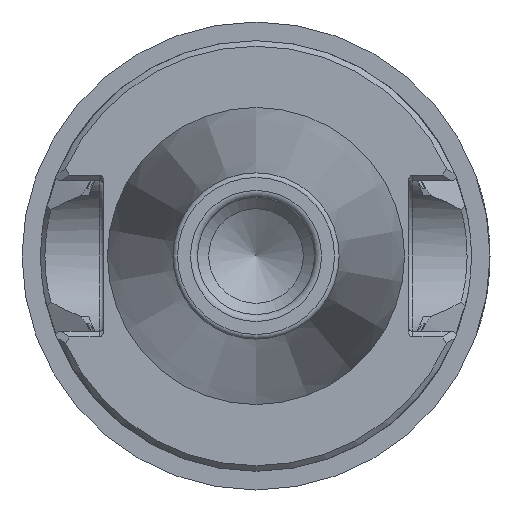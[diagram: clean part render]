
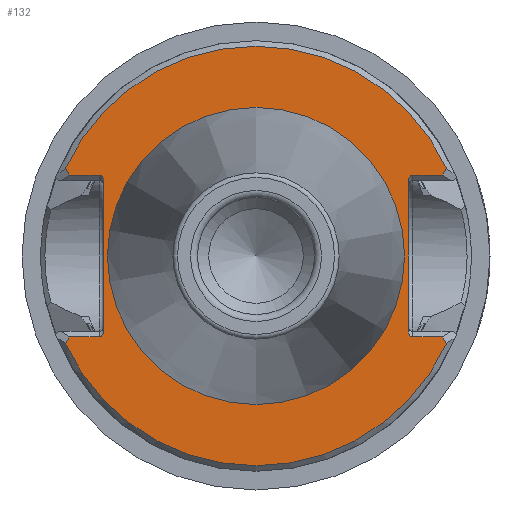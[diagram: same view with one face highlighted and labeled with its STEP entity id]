
A CAD part, left-side view. The second image highlights one B-rep face of the part: STEP entity #132.
In plain terms, the highlighted planar face has unit normal (-1, 0, 0).
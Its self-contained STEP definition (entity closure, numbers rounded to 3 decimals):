
#132 = ADVANCED_FACE( '', ( #329, #330 ), #331, .T. );
#329 = FACE_OUTER_BOUND( '', #618, .T. );
#330 = FACE_BOUND( '', #619, .T. );
#331 = PLANE( '', #620 );
#618 = EDGE_LOOP( '', ( #1005, #1006, #1007, #1008, #1009, #1010, #1011, #1012, #1013, #1014, #1015, #1016, #1017, #1018, #1019, #1020 ) );
#619 = EDGE_LOOP( '', ( #1021 ) );
#620 = AXIS2_PLACEMENT_3D( '', #1022, #1023, #1024 );
#1005 = ORIENTED_EDGE( '', *, *, #1688, .T. );
#1006 = ORIENTED_EDGE( '', *, *, #1689, .T. );
#1007 = ORIENTED_EDGE( '', *, *, #1690, .T. );
#1008 = ORIENTED_EDGE( '', *, *, #1691, .T. );
#1009 = ORIENTED_EDGE( '', *, *, #1692, .T. );
#1010 = ORIENTED_EDGE( '', *, *, #1693, .T. );
#1011 = ORIENTED_EDGE( '', *, *, #1685, .T. );
#1012 = ORIENTED_EDGE( '', *, *, #1694, .T. );
#1013 = ORIENTED_EDGE( '', *, *, #1695, .T. );
#1014 = ORIENTED_EDGE( '', *, *, #1696, .T. );
#1015 = ORIENTED_EDGE( '', *, *, #1647, .T. );
#1016 = ORIENTED_EDGE( '', *, *, #1697, .T. );
#1017 = ORIENTED_EDGE( '', *, *, #1673, .T. );
#1018 = ORIENTED_EDGE( '', *, *, #1627, .T. );
#1019 = ORIENTED_EDGE( '', *, *, #1698, .T. );
#1020 = ORIENTED_EDGE( '', *, *, #1699, .T. );
#1021 = ORIENTED_EDGE( '', *, *, #1700, .F. );
#1022 = CARTESIAN_POINT( '', ( 2., 0., 15.861 ) );
#1023 = DIRECTION( '', ( -1., 0., 0. ) );
#1024 = DIRECTION( '', ( 0., 0., 1. ) );
#1627 = EDGE_CURVE( '', #1917, #1918, #1919, .F. );
#1647 = EDGE_CURVE( '', #1953, #1954, #1955, .T. );
#1673 = EDGE_CURVE( '', #1999, #1917, #2000, .T. );
#1685 = EDGE_CURVE( '', #2020, #2018, #2021, .T. );
#1688 = EDGE_CURVE( '', #2024, #2025, #2026, .T. );
#1689 = EDGE_CURVE( '', #2025, #2027, #2028, .T. );
#1690 = EDGE_CURVE( '', #2027, #2029, #2030, .T. );
#1691 = EDGE_CURVE( '', #2029, #2031, #2032, .F. );
#1692 = EDGE_CURVE( '', #2031, #2033, #2034, .T. );
#1693 = EDGE_CURVE( '', #2033, #2020, #2035, .F. );
#1694 = EDGE_CURVE( '', #2018, #2036, #2037, .T. );
#1695 = EDGE_CURVE( '', #2036, #2038, #2039, .T. );
#1696 = EDGE_CURVE( '', #2038, #1953, #2040, .T. );
#1697 = EDGE_CURVE( '', #1954, #1999, #2041, .F. );
#1698 = EDGE_CURVE( '', #1918, #2042, #2043, .T. );
#1699 = EDGE_CURVE( '', #2042, #2024, #2044, .T. );
#1700 = EDGE_CURVE( '', #2045, #2045, #2046, .T. );
#1917 = VERTEX_POINT( '', #2411 );
#1918 = VERTEX_POINT( '', #2412 );
#1919 = ELLIPSE( '', #2413, 0.707, 0.5 );
#1953 = VERTEX_POINT( '', #2475 );
#1954 = VERTEX_POINT( '', #2476 );
#1955 = LINE( '', #2477, #2478 );
#1999 = VERTEX_POINT( '', #2555 );
#2000 = LINE( '', #2556, #2557 );
#2018 = VERTEX_POINT( '', #2590 );
#2020 = VERTEX_POINT( '', #2593 );
#2021 = LINE( '', #2594, #2595 );
#2024 = VERTEX_POINT( '', #2599 );
#2025 = VERTEX_POINT( '', #2600 );
#2026 = CIRCLE( '', #2601, 22.4 );
#2027 = VERTEX_POINT( '', #2602 );
#2028 = B_SPLINE_CURVE_WITH_KNOTS( '', 1, ( #2603, #2604 ), .UNSPECIFIED., .F., .F., ( 2, 2 ), ( 0.179, 1. ), .UNSPECIFIED. );
#2029 = VERTEX_POINT( '', #2605 );
#2030 = LINE( '', #2606, #2607 );
#2031 = VERTEX_POINT( '', #2608 );
#2032 = ELLIPSE( '', #2609, 0.707, 0.5 );
#2033 = VERTEX_POINT( '', #2610 );
#2034 = LINE( '', #2611, #2612 );
#2035 = ELLIPSE( '', #2613, 0.707, 0.5 );
#2036 = VERTEX_POINT( '', #2614 );
#2037 = B_SPLINE_CURVE_WITH_KNOTS( '', 1, ( #2615, #2616 ), .UNSPECIFIED., .F., .F., ( 2, 2 ), ( 0., 0.821 ), .UNSPECIFIED. );
#2038 = VERTEX_POINT( '', #2617 );
#2039 = CIRCLE( '', #2618, 22.4 );
#2040 = B_SPLINE_CURVE_WITH_KNOTS( '', 1, ( #2619, #2620 ), .UNSPECIFIED., .F., .F., ( 2, 2 ), ( 0.179, 1. ), .UNSPECIFIED. );
#2041 = ELLIPSE( '', #2621, 0.707, 0.5 );
#2042 = VERTEX_POINT( '', #2622 );
#2043 = LINE( '', #2623, #2624 );
#2044 = B_SPLINE_CURVE_WITH_KNOTS( '', 1, ( #2625, #2626 ), .UNSPECIFIED., .F., .F., ( 2, 2 ), ( 0., 0.821 ), .UNSPECIFIED. );
#2045 = VERTEX_POINT( '', #2627 );
#2046 = CIRCLE( '', #2628, 15.861 );
#2411 = CARTESIAN_POINT( '', ( 2., -16.25, 7.943 ) );
#2412 = CARTESIAN_POINT( '', ( 2., -16.75, 8.65 ) );
#2413 = AXIS2_PLACEMENT_3D( '', #3289, #3290, #3291 );
#2475 = CARTESIAN_POINT( '', ( 2., -19.923, -8.65 ) );
#2476 = CARTESIAN_POINT( '', ( 2., -16.75, -8.65 ) );
#2477 = CARTESIAN_POINT( '', ( 2., -16.25, -8.65 ) );
#2478 = VECTOR( '', #3308, 1000. );
#2555 = CARTESIAN_POINT( '', ( 2., -16.25, -7.943 ) );
#2556 = CARTESIAN_POINT( '', ( 2., -16.25, 15.861 ) );
#2557 = VECTOR( '', #3338, 1000. );
#2590 = CARTESIAN_POINT( '', ( 2., 19.923, -8.65 ) );
#2593 = CARTESIAN_POINT( '', ( 2., 16.75, -8.65 ) );
#2594 = CARTESIAN_POINT( '', ( 2., 21.064, -8.65 ) );
#2595 = VECTOR( '', #3352, 1000. );
#2599 = CARTESIAN_POINT( '', ( 2., -20.361, 9.337 ) );
#2600 = CARTESIAN_POINT( '', ( 2., 20.361, 9.337 ) );
#2601 = AXIS2_PLACEMENT_3D( '', #3354, #3355, #3356 );
#2602 = CARTESIAN_POINT( '', ( 2., 19.923, 8.65 ) );
#2603 = CARTESIAN_POINT( '', ( 2., 20.361, 9.337 ) );
#2604 = CARTESIAN_POINT( '', ( 2., 19.923, 8.65 ) );
#2605 = CARTESIAN_POINT( '', ( 2., 16.75, 8.65 ) );
#2606 = CARTESIAN_POINT( '', ( 2., 16.25, 8.65 ) );
#2607 = VECTOR( '', #3357, 1000. );
#2608 = CARTESIAN_POINT( '', ( 2., 16.25, 7.943 ) );
#2609 = AXIS2_PLACEMENT_3D( '', #3358, #3359, #3360 );
#2610 = CARTESIAN_POINT( '', ( 2., 16.25, -7.943 ) );
#2611 = CARTESIAN_POINT( '', ( 2., 16.25, 15.861 ) );
#2612 = VECTOR( '', #3361, 1000. );
#2613 = AXIS2_PLACEMENT_3D( '', #3362, #3363, #3364 );
#2614 = CARTESIAN_POINT( '', ( 2., 20.361, -9.337 ) );
#2615 = CARTESIAN_POINT( '', ( 2., 19.923, -8.65 ) );
#2616 = CARTESIAN_POINT( '', ( 2., 20.361, -9.337 ) );
#2617 = CARTESIAN_POINT( '', ( 2., -20.361, -9.337 ) );
#2618 = AXIS2_PLACEMENT_3D( '', #3365, #3366, #3367 );
#2619 = CARTESIAN_POINT( '', ( 2., -20.361, -9.337 ) );
#2620 = CARTESIAN_POINT( '', ( 2., -19.923, -8.65 ) );
#2621 = AXIS2_PLACEMENT_3D( '', #3368, #3369, #3370 );
#2622 = CARTESIAN_POINT( '', ( 2., -19.923, 8.65 ) );
#2623 = CARTESIAN_POINT( '', ( 2., -21.064, 8.65 ) );
#2624 = VECTOR( '', #3371, 1000. );
#2625 = CARTESIAN_POINT( '', ( 2., -19.923, 8.65 ) );
#2626 = CARTESIAN_POINT( '', ( 2., -20.361, 9.337 ) );
#2627 = CARTESIAN_POINT( '', ( 2., 0., 15.861 ) );
#2628 = AXIS2_PLACEMENT_3D( '', #3372, #3373, #3374 );
#3289 = CARTESIAN_POINT( '', ( 2., -16.75, 7.943 ) );
#3290 = DIRECTION( '', ( -1., 0., 0. ) );
#3291 = DIRECTION( '', ( 0., 0., -1. ) );
#3308 = DIRECTION( '', ( 0., 1., 0. ) );
#3338 = DIRECTION( '', ( 0., 0., 1. ) );
#3352 = DIRECTION( '', ( 0., 1., 0. ) );
#3354 = CARTESIAN_POINT( '', ( 2., 0., 0. ) );
#3355 = DIRECTION( '', ( -1., 0., 0. ) );
#3356 = DIRECTION( '', ( 0., 0., 1. ) );
#3357 = DIRECTION( '', ( 0., -1., 0. ) );
#3358 = CARTESIAN_POINT( '', ( 2., 16.75, 7.943 ) );
#3359 = DIRECTION( '', ( -1., 0., 0. ) );
#3360 = DIRECTION( '', ( 0., 0., 1. ) );
#3361 = DIRECTION( '', ( 0., 0., -1. ) );
#3362 = CARTESIAN_POINT( '', ( 2., 16.75, -7.943 ) );
#3363 = DIRECTION( '', ( -1., 0., 0. ) );
#3364 = DIRECTION( '', ( 0., 0., 1. ) );
#3365 = CARTESIAN_POINT( '', ( 2., 0., 0. ) );
#3366 = DIRECTION( '', ( -1., 0., 0. ) );
#3367 = DIRECTION( '', ( 0., 0., 1. ) );
#3368 = CARTESIAN_POINT( '', ( 2., -16.75, -7.943 ) );
#3369 = DIRECTION( '', ( -1., 0., 0. ) );
#3370 = DIRECTION( '', ( 0., 0., -1. ) );
#3371 = DIRECTION( '', ( 0., -1., 0. ) );
#3372 = CARTESIAN_POINT( '', ( 2., 0., 0. ) );
#3373 = DIRECTION( '', ( -1., 0., 0. ) );
#3374 = DIRECTION( '', ( 0., 0., 1. ) );
